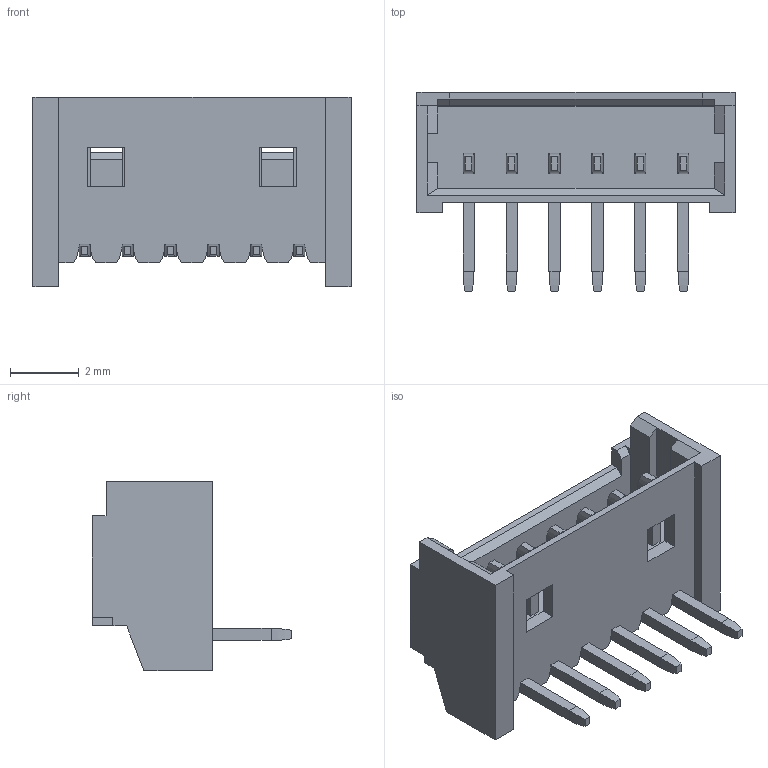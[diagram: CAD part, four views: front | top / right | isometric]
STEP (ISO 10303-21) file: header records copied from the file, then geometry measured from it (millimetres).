
FILE_DESCRIPTION (( 'STEP AP214' ), '1' );
FILE_NAME ('Picoblade_horizontal_6p.STEP', '2023-07-08T01:39:04', ( '' ), ( '' ), 'SwSTEP 2.0', 'SolidWorks 2020', '' );
FILE_SCHEMA (( 'AUTOMOTIVE_DESIGN' ));
Length unit declared in the file: millimetre
Products named in the file (2): Picoblade_horizontal_6p; 530480610
Assembly tree (1 placements, depth 2):
  Picoblade_horizontal_6p
    530480610
Bounding box: 9.25 x 5.8 x 5.5 mm (x, y, z)
Volume: 72.5 mm3; surface area: 279.6 mm2
Topology: 1 solids, 1 shells, 232 faces, 618 edges, 394 vertices
Faces by surface type: plane 178, bspline 48, cylinder 6
Entity records: 9530 total; most frequent: CARTESIAN_POINT 2688, ORIENTED_EDGE 1236, DIRECTION 958, EDGE_CURVE 618, LINE 558, VECTOR 558, VERTEX_POINT 394, EDGE_LOOP 242
